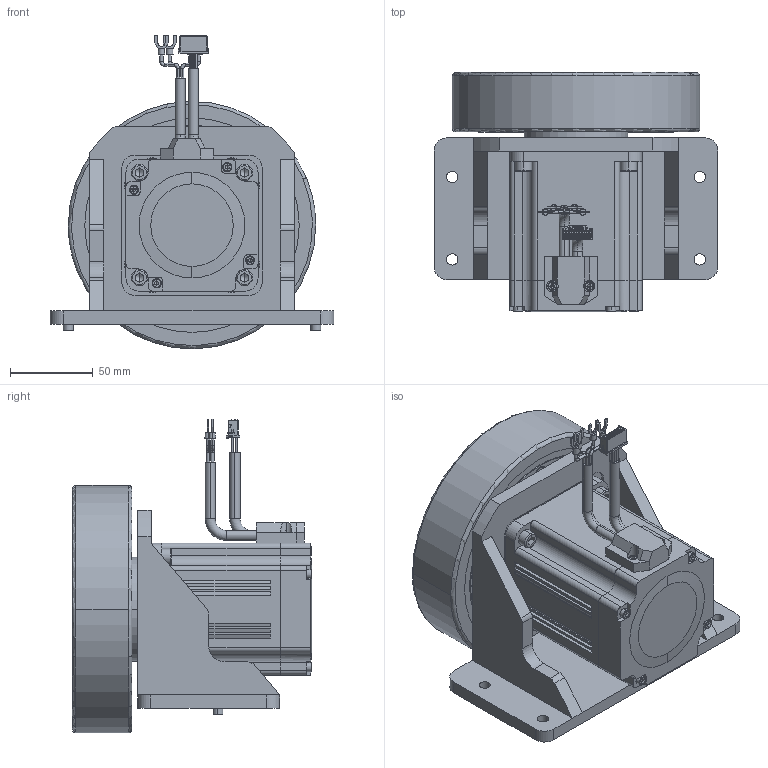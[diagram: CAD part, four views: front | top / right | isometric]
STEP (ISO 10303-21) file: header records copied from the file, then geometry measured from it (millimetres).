
FILE_DESCRIPTION((''),'2;1');
FILE_NAME('MSD150-10-040-20GSL-N_461117000','2023-12-01T15:34:26',('ms28140'),(''),'CREO PARAMETRIC BY PTC INC, 2018100','CREO PARAMETRIC BY PTC INC, 2018100','');
FILE_SCHEMA(('CONFIG_CONTROL_DESIGN'));
Length unit declared in the file: millimetre
Products named in the file (1): MSD150-10-040-20GSL-N_461117000
Bounding box: 172 x 145.1 x 190.14 mm (x, y, z)
Surface area: 244398.8 mm2 (no closed solid volume)
Topology: 0 solids, 83 shells, 1554 faces, 4147 edges, 2727 vertices
Faces by surface type: plane 967, cylinder 379, cone 132, torus 76
Entity records: 48705 total; most frequent: CARTESIAN_POINT 9510, DIRECTION 8296, ORIENTED_EDGE 7679, EDGE_CURVE 4091, AXIS2_PLACEMENT_3D 2769, VECTOR 2758, LINE 2758, VERTEX_POINT 2727
